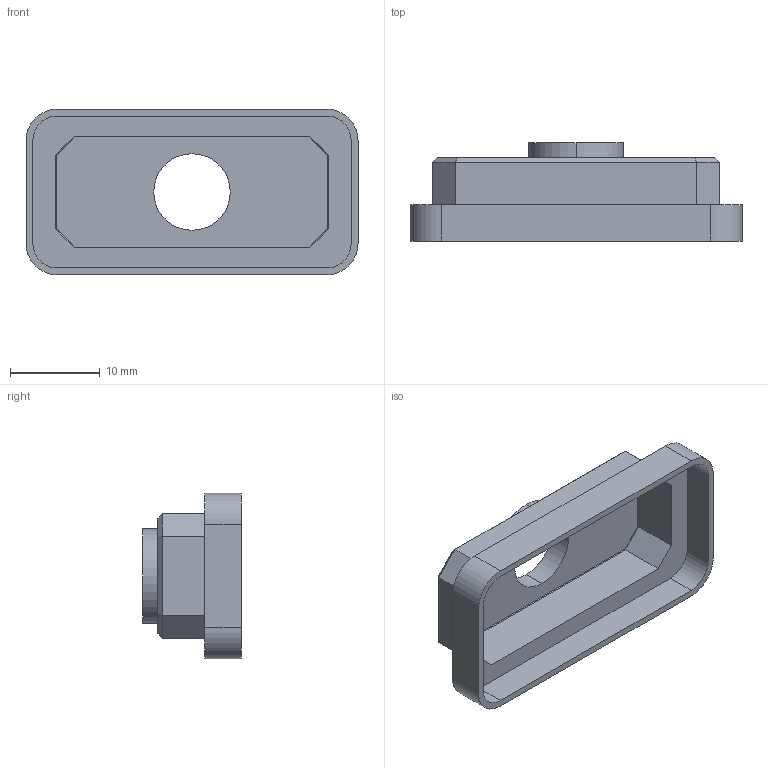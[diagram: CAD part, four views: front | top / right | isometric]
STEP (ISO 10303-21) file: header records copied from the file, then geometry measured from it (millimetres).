
FILE_DESCRIPTION (( 'STEP AP214' ), '1' );
FILE_NAME ('TOPRE_STABILIZER_HOUSING.STEP', '2021-12-02T23:06:52', ( '' ), ( '' ), 'SwSTEP 2.0', 'SolidWorks 2016', '' );
FILE_SCHEMA (( 'AUTOMOTIVE_DESIGN' ));
Length unit declared in the file: inch
Products named in the file (1): TOPRE_STABILIZER_HOUSING
Bounding box: 36.93 x 10.96 x 18.41 mm (x, y, z)
Volume: 1095.6 mm3; surface area: 2939.9 mm2
Topology: 1 solids, 1 shells, 58 faces, 140 edges, 88 vertices
Faces by surface type: plane 46, cylinder 12
Entity records: 1704 total; most frequent: CARTESIAN_POINT 287, DIRECTION 282, ORIENTED_EDGE 280, EDGE_CURVE 140, VECTOR 116, LINE 116, VERTEX_POINT 88, AXIS2_PLACEMENT_3D 83
